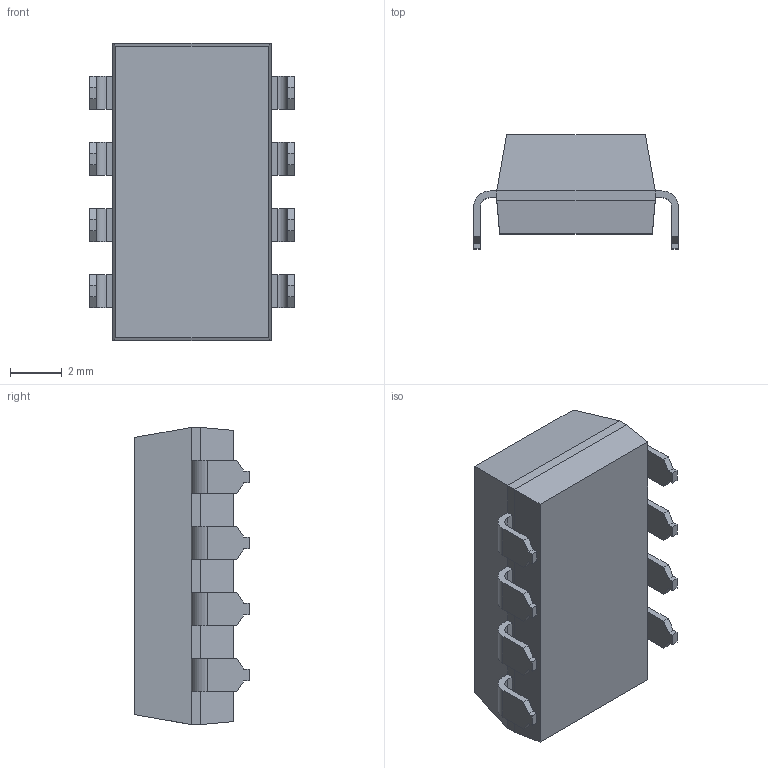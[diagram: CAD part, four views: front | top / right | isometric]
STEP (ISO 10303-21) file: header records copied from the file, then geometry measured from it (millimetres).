
FILE_DESCRIPTION(('FreeCAD Model'),'2;1');
FILE_NAME('DIP-8-SMD.step','2020-03-28T19:22:13', ('Author'),(''),'Open CASCADE STEP processor 7.3','FreeCAD','Unknown' );
FILE_SCHEMA(('AUTOMOTIVE_DESIGN { 1 0 10303 214 1 1 1 1 }'));
Length unit declared in the file: millimetre
Products named in the file (1): Cut
Bounding box: 7.87 x 4.39 x 11.43 mm (x, y, z)
Volume: 254.4 mm3; surface area: 314 mm2
Topology: 1 solids, 1 shells, 123 faces, 339 edges, 218 vertices
Faces by surface type: plane 105, cylinder 18
Entity records: 9061 total; most frequent: CARTESIAN_POINT 1435, DIRECTION 1235, LINE 881, VECTOR 881, ORIENTED_EDGE 678, PCURVE 678, DEFINITIONAL_REPRESENTATION 678, EDGE_CURVE 339
